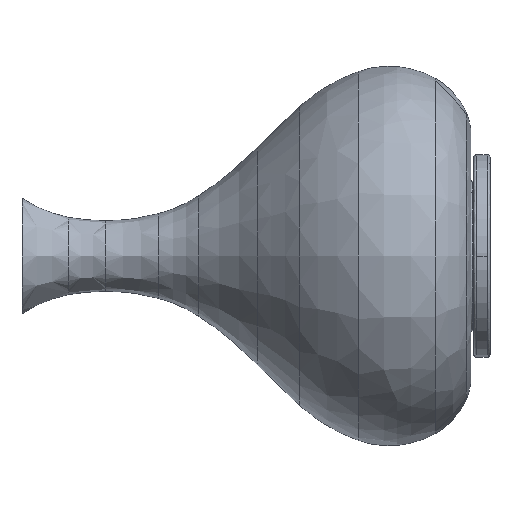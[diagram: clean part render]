
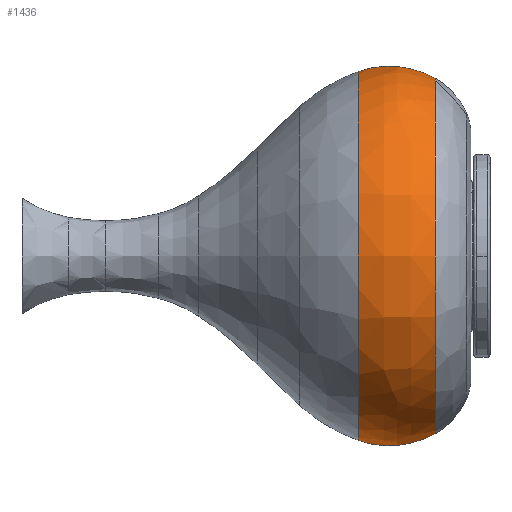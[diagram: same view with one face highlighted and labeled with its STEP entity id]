
A CAD part, left-side view. The second image highlights one B-rep face of the part: STEP entity #1436.
In plain terms, the highlighted free-form (B-spline) face has degree [3, 3] with [4, 4] control points.
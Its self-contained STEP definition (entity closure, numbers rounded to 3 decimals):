
#138 = CARTESIAN_POINT ( 'NONE',  ( 0., 84.918, -135.548 ) ) ;
#146 = CARTESIAN_POINT ( 'NONE',  ( 0., 84.918, 0. ) ) ;
#362 =( BOUNDED_SURFACE ( )  B_SPLINE_SURFACE ( 3, 3, ( 
 ( #4584, #11850, #3783, #841 ),
 ( #5141, #7868, #10208, #3891 ),
 ( #2371, #910, #6502, #6307 ),
 ( #11945, #4248, #11267, #2598 ) ),
 .UNSPECIFIED., .F., .F., .F. ) 
 B_SPLINE_SURFACE_WITH_KNOTS ( ( 4, 4 ),
 ( 4, 4 ),
 ( 0., 1. ),
 ( 0., 1. ),
 .UNSPECIFIED. ) 
 GEOMETRIC_REPRESENTATION_ITEM ( )  RATIONAL_B_SPLINE_SURFACE ( (
 ( 1., 0.333, 0.333, 1.),
 ( 0.94, 0.313, 0.313, 0.94),
 ( 0.94, 0.313, 0.313, 0.94),
 ( 1., 0.333, 0.333, 1.) ) ) 
 REPRESENTATION_ITEM ( '' )  SURFACE ( )  );
#841 = CARTESIAN_POINT ( 'NONE',  ( 0., 28.42, -130.615 ) ) ;
#882 =( BOUNDED_CURVE ( )  B_SPLINE_CURVE ( 3, ( #2040, #2966, #9462, #3884 ),
 .UNSPECIFIED., .F., .F. ) 
 B_SPLINE_CURVE_WITH_KNOTS ( ( 4, 4 ),
 ( 0., 1. ),
 .UNSPECIFIED. ) 
 CURVE ( )  GEOMETRIC_REPRESENTATION_ITEM ( )  RATIONAL_B_SPLINE_CURVE ( ( 1., 0.94, 0.94, 1. ) ) 
 REPRESENTATION_ITEM ( '' )  );
#910 = CARTESIAN_POINT ( 'NONE',  ( -284.477, 65.96, 142.238 ) ) ;
#1085 =( BOUNDED_CURVE ( )  B_SPLINE_CURVE ( 3, ( #4795, #3008, #7645, #2126 ),
 .UNSPECIFIED., .F., .T. ) 
 B_SPLINE_CURVE_WITH_KNOTS ( ( 4, 4 ),
 ( 0., 1. ),
 .UNSPECIFIED. ) 
 CURVE ( )  GEOMETRIC_REPRESENTATION_ITEM ( )  RATIONAL_B_SPLINE_CURVE ( ( 1., 0.94, 0.94, 1. ) ) 
 REPRESENTATION_ITEM ( '' )  );
#1087 = DIRECTION ( 'NONE',  ( 0., 0., -1. ) ) ;
#1167 = ORIENTED_EDGE ( 'NONE', *, *, #2795, .F. ) ;
#1436 = ADVANCED_FACE ( 'NONE', ( #7193 ), #362, .T. ) ;
#1537 = CIRCLE ( 'NONE', #8444, 135.548 ) ;
#2040 = CARTESIAN_POINT ( 'NONE',  ( 0., 28.42, -130.615 ) ) ;
#2103 = ORIENTED_EDGE ( 'NONE', *, *, #8940, .F. ) ;
#2126 = CARTESIAN_POINT ( 'NONE',  ( 0., 84.918, 135.548 ) ) ;
#2371 = CARTESIAN_POINT ( 'NONE',  ( 0., 65.96, 142.238 ) ) ;
#2598 = CARTESIAN_POINT ( 'NONE',  ( 0., 84.918, -135.548 ) ) ;
#2762 = ORIENTED_EDGE ( 'NONE', *, *, #10087, .T. ) ;
#2795 = EDGE_CURVE ( 'NONE', #11715, #10981, #882, .T. ) ;
#2966 = CARTESIAN_POINT ( 'NONE',  ( 0., 45.932, -140.489 ) ) ;
#3008 = CARTESIAN_POINT ( 'NONE',  ( 0., 45.932, 140.489 ) ) ;
#3783 = CARTESIAN_POINT ( 'NONE',  ( -261.229, 28.42, -130.615 ) ) ;
#3884 = CARTESIAN_POINT ( 'NONE',  ( 0., 84.918, -135.548 ) ) ;
#3891 = CARTESIAN_POINT ( 'NONE',  ( 0., 45.932, -140.489 ) ) ;
#4248 = CARTESIAN_POINT ( 'NONE',  ( -271.097, 84.918, 135.548 ) ) ;
#4497 = CARTESIAN_POINT ( 'NONE',  ( 0., 28.42, -130.615 ) ) ;
#4584 = CARTESIAN_POINT ( 'NONE',  ( 0., 28.42, 130.615 ) ) ;
#4709 = CARTESIAN_POINT ( 'NONE',  ( 0., 28.42, 0. ) ) ;
#4795 = CARTESIAN_POINT ( 'NONE',  ( 0., 28.42, 130.615 ) ) ;
#5107 = CIRCLE ( 'NONE', #8993, 130.615 ) ;
#5141 = CARTESIAN_POINT ( 'NONE',  ( 0., 45.932, 140.489 ) ) ;
#5573 = EDGE_LOOP ( 'NONE', ( #2762, #6808, #2103, #1167 ) ) ;
#5645 = DIRECTION ( 'NONE',  ( 0., 0., -1. ) ) ;
#6307 = CARTESIAN_POINT ( 'NONE',  ( 0., 65.96, -142.238 ) ) ;
#6502 = CARTESIAN_POINT ( 'NONE',  ( -284.477, 65.96, -142.238 ) ) ;
#6590 = DIRECTION ( 'NONE',  ( 0., 1., 0. ) ) ;
#6762 = CARTESIAN_POINT ( 'NONE',  ( 0., 84.918, 135.548 ) ) ;
#6808 = ORIENTED_EDGE ( 'NONE', *, *, #10261, .T. ) ;
#7034 = VERTEX_POINT ( 'NONE', #7965 ) ;
#7193 = FACE_OUTER_BOUND ( 'NONE', #5573, .T. ) ;
#7645 = CARTESIAN_POINT ( 'NONE',  ( 0., 65.96, 142.238 ) ) ;
#7868 = CARTESIAN_POINT ( 'NONE',  ( -280.979, 45.932, 140.489 ) ) ;
#7965 = CARTESIAN_POINT ( 'NONE',  ( 0., 28.42, 130.615 ) ) ;
#8444 = AXIS2_PLACEMENT_3D ( 'NONE', #146, #6590, #1087 ) ;
#8476 = VERTEX_POINT ( 'NONE', #6762 ) ;
#8940 = EDGE_CURVE ( 'NONE', #10981, #8476, #1537, .T. ) ;
#8993 = AXIS2_PLACEMENT_3D ( 'NONE', #4709, #11254, #5645 ) ;
#9462 = CARTESIAN_POINT ( 'NONE',  ( 0., 65.96, -142.238 ) ) ;
#10087 = EDGE_CURVE ( 'NONE', #11715, #7034, #5107, .T. ) ;
#10208 = CARTESIAN_POINT ( 'NONE',  ( -280.979, 45.932, -140.489 ) ) ;
#10261 = EDGE_CURVE ( 'NONE', #7034, #8476, #1085, .T. ) ;
#10981 = VERTEX_POINT ( 'NONE', #138 ) ;
#11254 = DIRECTION ( 'NONE',  ( 0., 1., 0. ) ) ;
#11267 = CARTESIAN_POINT ( 'NONE',  ( -271.097, 84.918, -135.548 ) ) ;
#11715 = VERTEX_POINT ( 'NONE', #4497 ) ;
#11850 = CARTESIAN_POINT ( 'NONE',  ( -261.229, 28.42, 130.615 ) ) ;
#11945 = CARTESIAN_POINT ( 'NONE',  ( 0., 84.918, 135.548 ) ) ;
